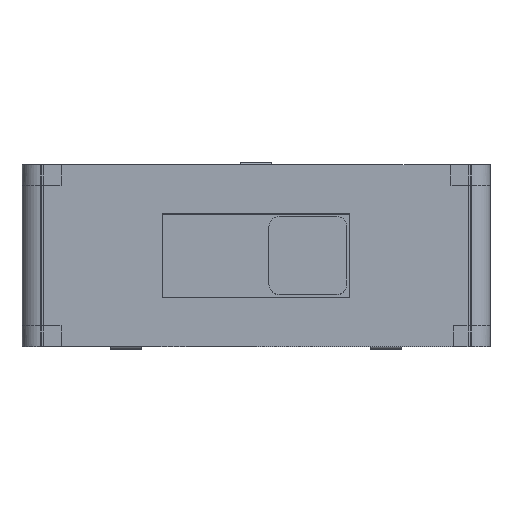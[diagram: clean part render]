
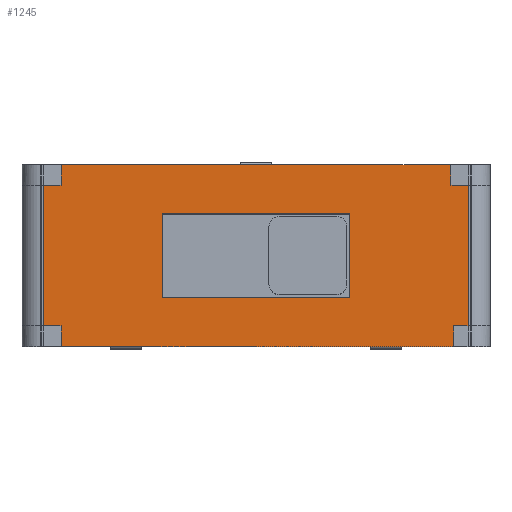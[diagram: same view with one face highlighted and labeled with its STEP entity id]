
A CAD part, top view. The second image highlights one B-rep face of the part: STEP entity #1245.
In plain terms, the highlighted planar face has unit normal (0, 0, 1).
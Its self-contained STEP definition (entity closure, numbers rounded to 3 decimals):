
#89 = DIRECTION ( 'NONE',  ( -1., 0., 0. ) ) ;
#90 = VECTOR ( 'NONE', #89, 1000. ) ;
#91 = CARTESIAN_POINT ( 'NONE',  ( 4.077, -1.35, 3.5 ) ) ;
#92 = LINE ( 'NONE', #91, #90 ) ;
#202 = CARTESIAN_POINT ( 'NONE',  ( 3.8, -1.35, 3.5 ) ) ;
#276 = LINE ( 'NONE', #331, #330 ) ;
#277 = CARTESIAN_POINT ( 'NONE',  ( 3.75, -1.75, 3.5 ) ) ;
#278 = DIRECTION ( 'NONE',  ( -1., 0., 0. ) ) ;
#279 = VECTOR ( 'NONE', #278, 1000. ) ;
#280 = CARTESIAN_POINT ( 'NONE',  ( 4.077, -1.75, 3.5 ) ) ;
#281 = LINE ( 'NONE', #280, #279 ) ;
#324 = CARTESIAN_POINT ( 'NONE',  ( -3.75, 1.35, 3.5 ) ) ;
#325 = DIRECTION ( 'NONE',  ( 1., 0., 0. ) ) ;
#326 = VECTOR ( 'NONE', #325, 1000. ) ;
#327 = CARTESIAN_POINT ( 'NONE',  ( 4.077, 1.35, 3.5 ) ) ;
#328 = LINE ( 'NONE', #327, #326 ) ;
#329 = DIRECTION ( 'NONE',  ( 0., 1., 0. ) ) ;
#330 = VECTOR ( 'NONE', #329, 1000. ) ;
#331 = CARTESIAN_POINT ( 'NONE',  ( -4.077, 1.75, 3.5 ) ) ;
#557 = DIRECTION ( 'NONE',  ( 0., -1., 0. ) ) ;
#558 = VECTOR ( 'NONE', #557, 1000. ) ;
#559 = CARTESIAN_POINT ( 'NONE',  ( 3.8, 1.75, 3.5 ) ) ;
#560 = LINE ( 'NONE', #559, #558 ) ;
#659 = DIRECTION ( 'NONE',  ( -1., 0., 0. ) ) ;
#660 = VECTOR ( 'NONE', #659, 1000. ) ;
#661 = CARTESIAN_POINT ( 'NONE',  ( 4.077, -1.35, 3.5 ) ) ;
#662 = LINE ( 'NONE', #661, #660 ) ;
#664 = CARTESIAN_POINT ( 'NONE',  ( -3.75, -1.35, 3.5 ) ) ;
#665 = DIRECTION ( 'NONE',  ( 0., 1., 0. ) ) ;
#666 = VECTOR ( 'NONE', #665, 1000. ) ;
#667 = CARTESIAN_POINT ( 'NONE',  ( -3.75, 1.75, 3.5 ) ) ;
#668 = LINE ( 'NONE', #667, #666 ) ;
#682 = DIRECTION ( 'NONE',  ( 1., 0., 0. ) ) ;
#683 = VECTOR ( 'NONE', #682, 1000. ) ;
#684 = CARTESIAN_POINT ( 'NONE',  ( 4.077, 1.35, 3.5 ) ) ;
#685 = LINE ( 'NONE', #684, #683 ) ;
#686 = CARTESIAN_POINT ( 'NONE',  ( 3.75, 1.35, 3.5 ) ) ;
#687 = DIRECTION ( 'NONE',  ( 0., -1., 0. ) ) ;
#688 = VECTOR ( 'NONE', #687, 1000. ) ;
#689 = CARTESIAN_POINT ( 'NONE',  ( 3.75, 1.75, 3.5 ) ) ;
#694 = LINE ( 'NONE', #689, #688 ) ;
#707 = LINE ( 'NONE', #765, #764 ) ;
#709 = DIRECTION ( 'NONE',  ( 0., -1., 0. ) ) ;
#710 = VECTOR ( 'NONE', #709, 1000. ) ;
#711 = CARTESIAN_POINT ( 'NONE',  ( 4.077, 1.75, 3.5 ) ) ;
#716 = LINE ( 'NONE', #711, #710 ) ;
#738 = DIRECTION ( 'NONE',  ( 0., 1., 0. ) ) ;
#739 = VECTOR ( 'NONE', #738, 1000. ) ;
#740 = CARTESIAN_POINT ( 'NONE',  ( -3.75, 1.75, 3.5 ) ) ;
#741 = LINE ( 'NONE', #740, #739 ) ;
#763 = DIRECTION ( 'NONE',  ( -1., 0., 0. ) ) ;
#764 = VECTOR ( 'NONE', #763, 1000. ) ;
#765 = CARTESIAN_POINT ( 'NONE',  ( 4.077, -1.75, 3.5 ) ) ;
#775 = DIRECTION ( 'NONE',  ( 1., 0., 0. ) ) ;
#776 = VECTOR ( 'NONE', #775, 1000. ) ;
#777 = CARTESIAN_POINT ( 'NONE',  ( 4.077, 1.75, 3.5 ) ) ;
#778 = LINE ( 'NONE', #777, #776 ) ;
#807 = CARTESIAN_POINT ( 'NONE',  ( 3.8, -1.75, 3.5 ) ) ;
#1228 = EDGE_CURVE ( 'NONE', #1303, #1248, #2571, .T. ) ;
#1237 = EDGE_CURVE ( 'NONE', #1248, #1275, #2638, .T. ) ;
#1239 = VERTEX_POINT ( 'NONE', #2641 ) ;
#1244 = VERTEX_POINT ( 'NONE', #2639 ) ;
#1245 = ADVANCED_FACE ( 'NONE', ( #2655, #2654 ), #2806, .F. ) ;
#1246 = EDGE_LOOP ( 'NONE', ( #1247, #5041, #5042, #5043, #5044, #5047, #5048, #5049, #5050, #5051, #5056, #5057, #5058 ) ) ;
#1247 = ORIENTED_EDGE ( 'NONE', *, *, #4789, .F. ) ;
#1248 = VERTEX_POINT ( 'NONE', #2737 ) ;
#1262 = VERTEX_POINT ( 'NONE', #2760 ) ;
#1275 = VERTEX_POINT ( 'NONE', #2755 ) ;
#1277 = EDGE_CURVE ( 'NONE', #1275, #1278, #2754, .T. ) ;
#1278 = VERTEX_POINT ( 'NONE', #2750 ) ;
#1284 = VERTEX_POINT ( 'NONE', #2842 ) ;
#1301 = EDGE_CURVE ( 'NONE', #1278, #1303, #2723, .T. ) ;
#1303 = VERTEX_POINT ( 'NONE', #2719 ) ;
#1316 = VERTEX_POINT ( 'NONE', #2662 ) ;
#1337 = VERTEX_POINT ( 'NONE', #3064 ) ;
#1351 = VERTEX_POINT ( 'NONE', #3005 ) ;
#2568 = DIRECTION ( 'NONE',  ( 1., 0., 0. ) ) ;
#2569 = VECTOR ( 'NONE', #2568, 1000. ) ;
#2570 = CARTESIAN_POINT ( 'NONE',  ( 4.077, -0.8, 3.5 ) ) ;
#2571 = LINE ( 'NONE', #2570, #2569 ) ;
#2638 = LINE ( 'NONE', #2657, #2642 ) ;
#2639 = CARTESIAN_POINT ( 'NONE',  ( 3.75, 1.75, 3.5 ) ) ;
#2641 = CARTESIAN_POINT ( 'NONE',  ( -3.75, -1.75, 3.5 ) ) ;
#2642 = VECTOR ( 'NONE', #2656, 1000. ) ;
#2654 = FACE_BOUND ( 'NONE', #5059, .T. ) ;
#2655 = FACE_OUTER_BOUND ( 'NONE', #1246, .T. ) ;
#2656 = DIRECTION ( 'NONE',  ( 0., 1., 0. ) ) ;
#2657 = CARTESIAN_POINT ( 'NONE',  ( 1.8, 1.75, 3.5 ) ) ;
#2662 = CARTESIAN_POINT ( 'NONE',  ( -4.077, -1.35, 3.5 ) ) ;
#2719 = CARTESIAN_POINT ( 'NONE',  ( -1.8, -0.8, 3.5 ) ) ;
#2720 = DIRECTION ( 'NONE',  ( 0., -1., 0. ) ) ;
#2721 = VECTOR ( 'NONE', #2720, 1000. ) ;
#2722 = CARTESIAN_POINT ( 'NONE',  ( -1.8, 1.75, 3.5 ) ) ;
#2723 = LINE ( 'NONE', #2722, #2721 ) ;
#2737 = CARTESIAN_POINT ( 'NONE',  ( 1.8, -0.8, 3.5 ) ) ;
#2750 = CARTESIAN_POINT ( 'NONE',  ( -1.8, 0.8, 3.5 ) ) ;
#2751 = DIRECTION ( 'NONE',  ( -1., 0., 0. ) ) ;
#2752 = VECTOR ( 'NONE', #2751, 1000. ) ;
#2753 = CARTESIAN_POINT ( 'NONE',  ( 4.077, 0.8, 3.5 ) ) ;
#2754 = LINE ( 'NONE', #2753, #2752 ) ;
#2755 = CARTESIAN_POINT ( 'NONE',  ( 1.8, 0.8, 3.5 ) ) ;
#2760 = CARTESIAN_POINT ( 'NONE',  ( 4.077, -1.35, 3.5 ) ) ;
#2806 = PLANE ( 'NONE',  #2849 ) ;
#2842 = CARTESIAN_POINT ( 'NONE',  ( -3.75, 1.75, 3.5 ) ) ;
#2846 = DIRECTION ( 'NONE',  ( -1., 0., 0. ) ) ;
#2847 = DIRECTION ( 'NONE',  ( 0., 0., -1. ) ) ;
#2848 = CARTESIAN_POINT ( 'NONE',  ( 4.077, 1.75, 3.5 ) ) ;
#2849 = AXIS2_PLACEMENT_3D ( 'NONE', #2848, #2847, #2846 ) ;
#3005 = CARTESIAN_POINT ( 'NONE',  ( -4.077, 1.35, 3.5 ) ) ;
#3064 = CARTESIAN_POINT ( 'NONE',  ( 4.077, 1.35, 3.5 ) ) ;
#4789 = EDGE_CURVE ( 'NONE', #1262, #4830, #92, .T. ) ;
#4830 = VERTEX_POINT ( 'NONE', #202 ) ;
#4858 = EDGE_CURVE ( 'NONE', #4859, #1239, #281, .T. ) ;
#4859 = VERTEX_POINT ( 'NONE', #277 ) ;
#4861 = EDGE_CURVE ( 'NONE', #1316, #1351, #276, .T. ) ;
#4866 = EDGE_CURVE ( 'NONE', #1351, #4867, #328, .T. ) ;
#4867 = VERTEX_POINT ( 'NONE', #324 ) ;
#4956 = EDGE_CURVE ( 'NONE', #4830, #5046, #560, .T. ) ;
#5001 = EDGE_CURVE ( 'NONE', #1239, #5002, #668, .T. ) ;
#5002 = VERTEX_POINT ( 'NONE', #664 ) ;
#5004 = EDGE_CURVE ( 'NONE', #5002, #1316, #662, .T. ) ;
#5009 = EDGE_CURVE ( 'NONE', #1244, #5010, #694, .T. ) ;
#5010 = VERTEX_POINT ( 'NONE', #686 ) ;
#5012 = EDGE_CURVE ( 'NONE', #5010, #1337, #685, .T. ) ;
#5020 = EDGE_CURVE ( 'NONE', #1337, #1262, #716, .T. ) ;
#5022 = EDGE_CURVE ( 'NONE', #5046, #4859, #707, .T. ) ;
#5025 = EDGE_CURVE ( 'NONE', #4867, #1284, #741, .T. ) ;
#5035 = EDGE_CURVE ( 'NONE', #1284, #1244, #778, .T. ) ;
#5041 = ORIENTED_EDGE ( 'NONE', *, *, #5020, .F. ) ;
#5042 = ORIENTED_EDGE ( 'NONE', *, *, #5012, .F. ) ;
#5043 = ORIENTED_EDGE ( 'NONE', *, *, #5009, .F. ) ;
#5044 = ORIENTED_EDGE ( 'NONE', *, *, #5035, .F. ) ;
#5046 = VERTEX_POINT ( 'NONE', #807 ) ;
#5047 = ORIENTED_EDGE ( 'NONE', *, *, #5025, .F. ) ;
#5048 = ORIENTED_EDGE ( 'NONE', *, *, #4866, .F. ) ;
#5049 = ORIENTED_EDGE ( 'NONE', *, *, #4861, .F. ) ;
#5050 = ORIENTED_EDGE ( 'NONE', *, *, #5004, .F. ) ;
#5051 = ORIENTED_EDGE ( 'NONE', *, *, #5001, .F. ) ;
#5056 = ORIENTED_EDGE ( 'NONE', *, *, #4858, .F. ) ;
#5057 = ORIENTED_EDGE ( 'NONE', *, *, #5022, .F. ) ;
#5058 = ORIENTED_EDGE ( 'NONE', *, *, #4956, .F. ) ;
#5059 = EDGE_LOOP ( 'NONE', ( #5060, #5061, #5062, #5063 ) ) ;
#5060 = ORIENTED_EDGE ( 'NONE', *, *, #1228, .F. ) ;
#5061 = ORIENTED_EDGE ( 'NONE', *, *, #1301, .F. ) ;
#5062 = ORIENTED_EDGE ( 'NONE', *, *, #1277, .F. ) ;
#5063 = ORIENTED_EDGE ( 'NONE', *, *, #1237, .F. ) ;
